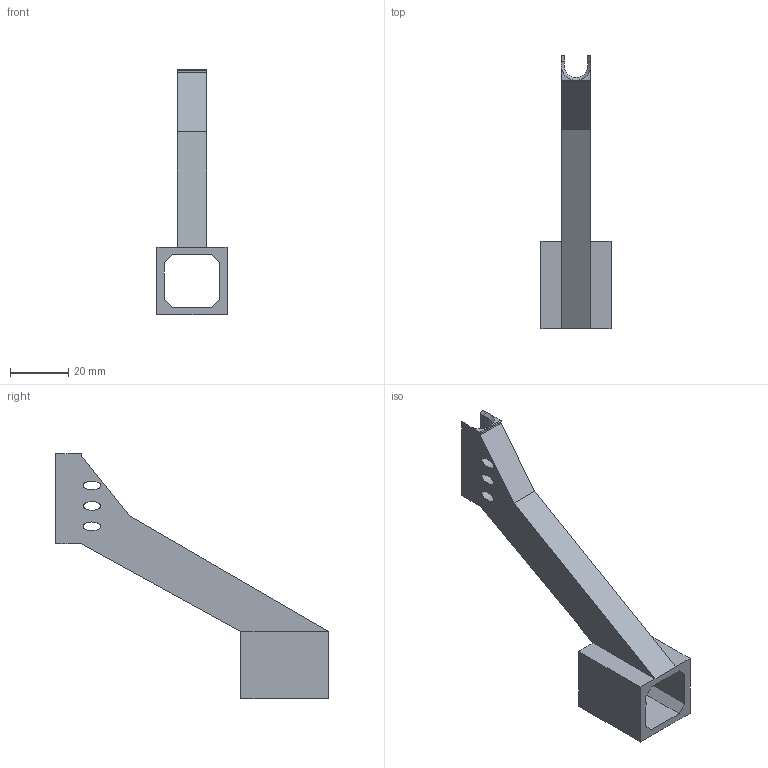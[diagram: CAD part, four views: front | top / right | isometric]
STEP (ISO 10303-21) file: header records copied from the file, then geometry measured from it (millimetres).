
FILE_DESCRIPTION(/* description */ (''),/* implementation_level */ '2;1');
FILE_NAME(/* name */ '96f8d3b0-1eee-4b8f-a69a-60d1070edef2.stp',/* time_stamp */ '2023-05-27T04:46:32Z',/* author */ (''),/* organization */ (''),/* preprocessor_version */ 'ST-DEVELOPER v19.2',/* originating_system */ 'Autodesk Translation Framework v12.6.0.85',/* authorisation */ '');
FILE_SCHEMA (('AUTOMOTIVE_DESIGN { 1 0 10303 214 3 1 1 }'));
Length unit declared in the file: millimetre
Products named in the file (1): HHS Extended
Bounding box: 24 x 93.5 x 84 mm (x, y, z)
Volume: 20708.4 mm3; surface area: 11032.8 mm2
Topology: 1 solids, 1 shells, 58 faces, 160 edges, 104 vertices
Faces by surface type: plane 33, cylinder 14, bspline 9, cone 2
Full cylindrical faces by diameter (mm): 6.779 x2, 8.17 x2
Entity records: 3350 total; most frequent: CARTESIAN_POINT 1916, ORIENTED_EDGE 320, DIRECTION 242, EDGE_CURVE 160, VERTEX_POINT 104, LINE 94, VECTOR 94, AXIS2_PLACEMENT_3D 74
